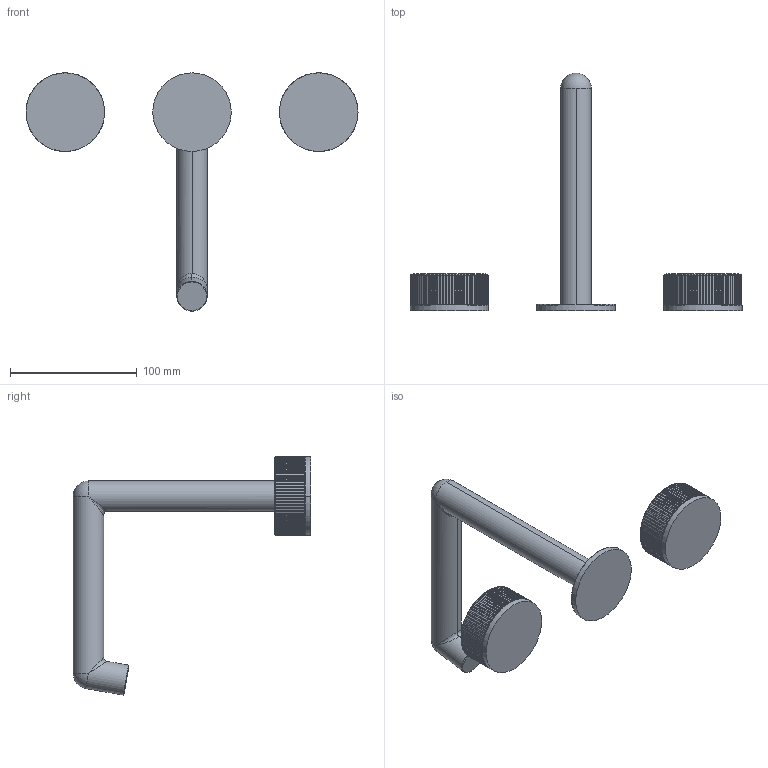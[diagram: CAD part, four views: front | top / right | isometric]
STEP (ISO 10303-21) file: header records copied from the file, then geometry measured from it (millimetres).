
FILE_DESCRIPTION((''),'2;1');
FILE_NAME('64273','2023-07-16T12:19:29',('dell'),(''),'CREO PARAMETRIC BY PTC INC, 2019224','CREO PARAMETRIC BY PTC INC, 2019224','');
FILE_SCHEMA(('CONFIG_CONTROL_DESIGN'));
Length unit declared in the file: millimetre
Products named in the file (1): 64273
Bounding box: 262 x 187.5 x 188.03 mm (x, y, z)
Volume: 341463.4 mm3; surface area: 59444.3 mm2
Topology: 3 solids, 3 shells, 837 faces, 2154 edges, 1324 vertices
Faces by surface type: plane 647, cylinder 172, torus 8, cone 4, bspline 4, sphere 2
Entity records: 26420 total; most frequent: CARTESIAN_POINT 7067, ORIENTED_EDGE 4308, DIRECTION 3686, EDGE_CURVE 2154, AXIS2_PLACEMENT_3D 1355, VERTEX_POINT 1324, VECTOR 976, LINE 976
